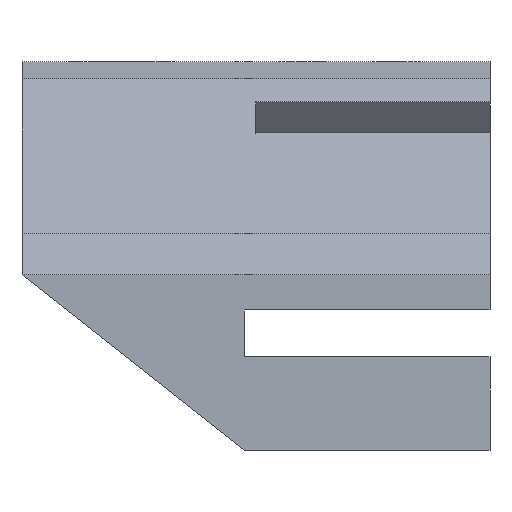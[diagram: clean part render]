
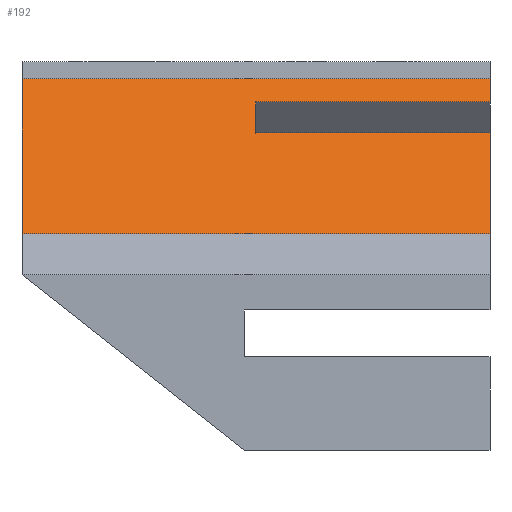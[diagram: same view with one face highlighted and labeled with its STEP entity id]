
A CAD part, front view. The second image highlights one B-rep face of the part: STEP entity #192.
In plain terms, the highlighted planar face has unit normal (0, -0.661, 0.75).
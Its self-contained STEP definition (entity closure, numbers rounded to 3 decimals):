
#192=ADVANCED_FACE('',(#577),#579,.T.);
#577=FACE_BOUND('',#578,.T.);
#578=EDGE_LOOP('',(#897,#898,#899,#900,#901,#902,#903,#904));
#579=PLANE('',#580);
#580=AXIS2_PLACEMENT_3D('',#581,#582,#583);
#581=CARTESIAN_POINT('',(0.,-13.536,28.536));
#582=DIRECTION('',(0.,-0.661,0.75));
#583=DIRECTION('',(0.,-0.75,-0.661));
#897=ORIENTED_EDGE('',*,*,#1107,.T.);
#898=ORIENTED_EDGE('',*,*,#1055,.F.);
#899=ORIENTED_EDGE('',*,*,#1106,.F.);
#900=ORIENTED_EDGE('',*,*,#1068,.T.);
#901=ORIENTED_EDGE('',*,*,#1108,.T.);
#902=ORIENTED_EDGE('',*,*,#1109,.F.);
#903=ORIENTED_EDGE('',*,*,#1110,.T.);
#904=ORIENTED_EDGE('',*,*,#1111,.T.);
#1055=EDGE_CURVE('',#1199,#1201,#1202,.T.);
#1068=EDGE_CURVE('',#1222,#1220,#1223,.T.);
#1106=EDGE_CURVE('',#1222,#1199,#1291,.T.);
#1107=EDGE_CURVE('',#1292,#1201,#1293,.F.);
#1108=EDGE_CURVE('',#1220,#1294,#1295,.T.);
#1109=EDGE_CURVE('',#1296,#1294,#1297,.T.);
#1110=EDGE_CURVE('',#1296,#1298,#1299,.F.);
#1111=EDGE_CURVE('',#1298,#1292,#1300,.F.);
#1199=VERTEX_POINT('',#1453);
#1201=VERTEX_POINT('',#1457);
#1202=LINE('',#1458,#1459);
#1220=VERTEX_POINT('',#1500);
#1222=VERTEX_POINT('',#1504);
#1223=LINE('',#1505,#1506);
#1291=LINE('',#1659,#1660);
#1292=VERTEX_POINT('',#1662);
#1293=LINE('',#1663,#1664);
#1294=VERTEX_POINT('',#1666);
#1295=LINE('',#1667,#1668);
#1296=VERTEX_POINT('',#1670);
#1297=LINE('',#1671,#1672);
#1298=VERTEX_POINT('',#1674);
#1299=LINE('',#1675,#1676);
#1300=LINE('',#1678,#1679);
#1453=CARTESIAN_POINT('',(40.,-13.536,28.536));
#1457=CARTESIAN_POINT('',(40.,-15.786,26.551));
#1458=CARTESIAN_POINT('',(40.,-13.536,28.536));
#1459=VECTOR('',#1460,1.);
#1460=DIRECTION('',(0.,-0.75,-0.661));
#1500=CARTESIAN_POINT('',(0.,-28.536,15.307));
#1504=CARTESIAN_POINT('',(0.,-13.536,28.536));
#1505=CARTESIAN_POINT('',(0.,-13.536,28.536));
#1506=VECTOR('',#1507,1.);
#1507=DIRECTION('',(0.,-0.75,-0.661));
#1659=CARTESIAN_POINT('',(0.,-13.536,28.536));
#1660=VECTOR('',#1661,1.);
#1661=DIRECTION('',(1.,0.,0.));
#1662=CARTESIAN_POINT('',(20.,-15.786,26.551));
#1663=CARTESIAN_POINT('',(40.,-15.786,26.551));
#1664=VECTOR('',#1665,1.);
#1665=DIRECTION('',(-1.,0.,0.));
#1666=CARTESIAN_POINT('',(40.,-28.536,15.307));
#1667=CARTESIAN_POINT('',(0.,-28.536,15.307));
#1668=VECTOR('',#1669,1.);
#1669=DIRECTION('',(1.,0.,0.));
#1670=CARTESIAN_POINT('',(40.,-18.786,23.905));
#1671=CARTESIAN_POINT('',(40.,-18.786,23.905));
#1672=VECTOR('',#1673,1.);
#1673=DIRECTION('',(0.,-0.75,-0.661));
#1674=CARTESIAN_POINT('',(20.,-18.786,23.905));
#1675=CARTESIAN_POINT('',(20.,-18.786,23.905));
#1676=VECTOR('',#1677,1.);
#1677=DIRECTION('',(1.,0.,0.));
#1678=CARTESIAN_POINT('',(20.,-15.786,26.551));
#1679=VECTOR('',#1680,1.);
#1680=DIRECTION('',(0.,-0.75,-0.661));
